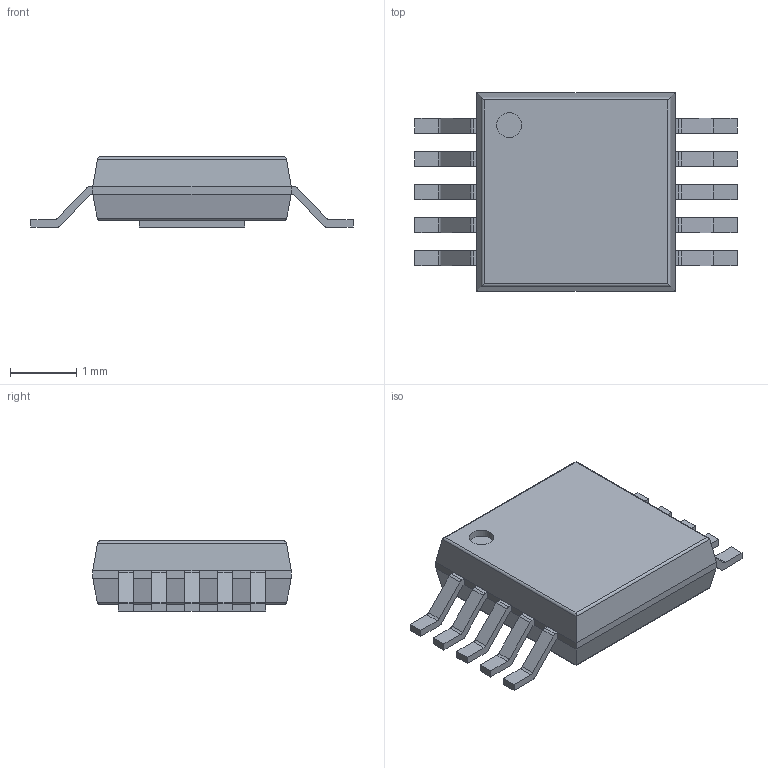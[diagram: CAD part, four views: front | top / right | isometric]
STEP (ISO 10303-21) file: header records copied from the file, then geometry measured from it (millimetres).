
FILE_DESCRIPTION(('FreeCAD Model'),'2;1');
FILE_NAME('15717798.10.1.stp','2022-06-29T07:27:41',( 'Author'),(''),'Open CASCADE STEP processor 6.9','FreeCAD','Unknown' );
FILE_SCHEMA(('AUTOMOTIVE_DESIGN { 1 0 10303 214 1 1 1 1 }'));
Length unit declared in the file: millimetre
Products named in the file (4): ASSEMBLY; Body; PinsArrayLR; ThermalPad
Assembly tree (3 placements, depth 2):
  ASSEMBLY
    Body
    PinsArrayLR
    ThermalPad
Bounding box: 4.88 x 3 x 1.06 mm (x, y, z)
Volume: 8.9 mm3; surface area: 42.9 mm2
Topology: 12 solids, 12 shells, 160 faces, 389 edges, 254 vertices
Faces by surface type: plane 121, cylinder 39
Full cylindrical faces by diameter (mm): 0.375 x1
Entity records: 10009 total; most frequent: CARTESIAN_POINT 1917, DIRECTION 1495, LINE 995, VECTOR 995, ORIENTED_EDGE 778, PCURVE 778, DEFINITIONAL_REPRESENTATION 778, EDGE_CURVE 389
